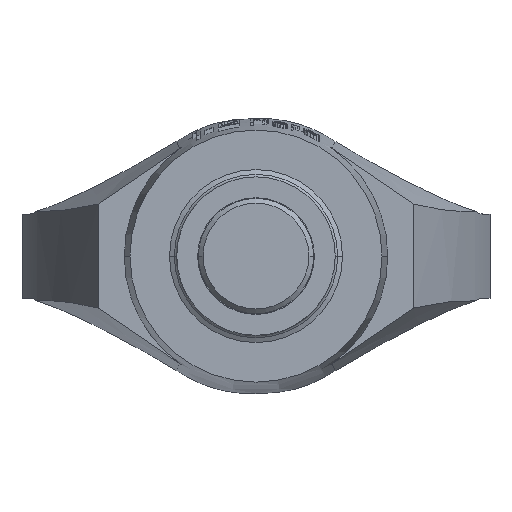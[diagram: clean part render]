
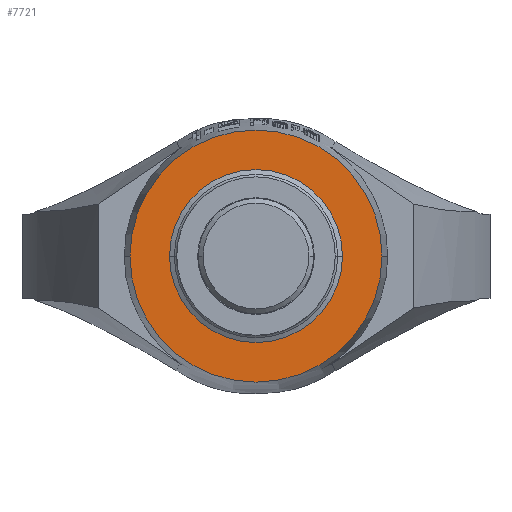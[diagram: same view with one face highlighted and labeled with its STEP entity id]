
A CAD part, front view. The second image highlights one B-rep face of the part: STEP entity #7721.
In plain terms, the highlighted planar face has unit normal (0, -1, 0).
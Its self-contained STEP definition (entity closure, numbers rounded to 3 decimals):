
#62=CARTESIAN_POINT('',(0.,-31.5,0.));
#63=DIRECTION('',(0.,-1.,0.));
#64=DIRECTION('',(1.,0.,0.));
#65=AXIS2_PLACEMENT_3D('',#62,#63,#64);
#1464=CARTESIAN_POINT('',(0.,-31.5,0.));
#1465=DIRECTION('',(0.,1.,0.));
#1466=DIRECTION('',(1.,0.,0.));
#1467=AXIS2_PLACEMENT_3D('',#1464,#1465,#1466);
#3282=CARTESIAN_POINT('',(0.,-31.5,0.));
#3283=DIRECTION('',(0.,-1.,0.));
#3284=DIRECTION('',(-1.,0.,0.));
#3285=AXIS2_PLACEMENT_3D('',#3282,#3283,#3284);
#3287=CARTESIAN_POINT('',(0.,-31.5,0.));
#3288=DIRECTION('',(0.,-1.,0.));
#3289=DIRECTION('',(1.,0.,0.));
#3290=AXIS2_PLACEMENT_3D('',#3287,#3288,#3289);
#3385=CARTESIAN_POINT('',(17.5,-31.5,0.));
#3386=CARTESIAN_POINT('',(-17.5,-31.5,0.));
#3387=VERTEX_POINT('',#3385);
#3388=VERTEX_POINT('',#3386);
#3409=CARTESIAN_POINT('',(-12.,-31.5,0.));
#3410=CARTESIAN_POINT('',(12.,-31.5,0.));
#3411=VERTEX_POINT('',#3409);
#3412=VERTEX_POINT('',#3410);
#7707=CARTESIAN_POINT('',(0.,-31.5,0.));
#7708=DIRECTION('',(0.,-1.,0.));
#7709=DIRECTION('',(-1.,0.,0.));
#7710=AXIS2_PLACEMENT_3D('',#7707,#7708,#7709);
#7711=PLANE('',#7710);
#7712=ORIENTED_EDGE('',*,*,#3912,.F.);
#7713=ORIENTED_EDGE('',*,*,#4781,.T.);
#7714=EDGE_LOOP('',(#7712,#7713));
#7715=FACE_OUTER_BOUND('',#7714,.F.);
#7717=ORIENTED_EDGE('',*,*,#7716,.T.);
#7718=ORIENTED_EDGE('',*,*,#7697,.T.);
#7719=EDGE_LOOP('',(#7717,#7718));
#7720=FACE_BOUND('',#7719,.F.);
#7721=ADVANCED_FACE('',(#7715,#7720),#7711,.T.);
#66=CIRCLE('',#65,17.5);
#1468=CIRCLE('',#1467,17.5);
#3286=CIRCLE('',#3285,12.);
#3291=CIRCLE('',#3290,12.);
#3912=EDGE_CURVE('',#3387,#3388,#66,.T.);
#4781=EDGE_CURVE('',#3387,#3388,#1468,.T.);
#7697=EDGE_CURVE('',#3412,#3411,#3291,.T.);
#7716=EDGE_CURVE('',#3411,#3412,#3286,.T.);
